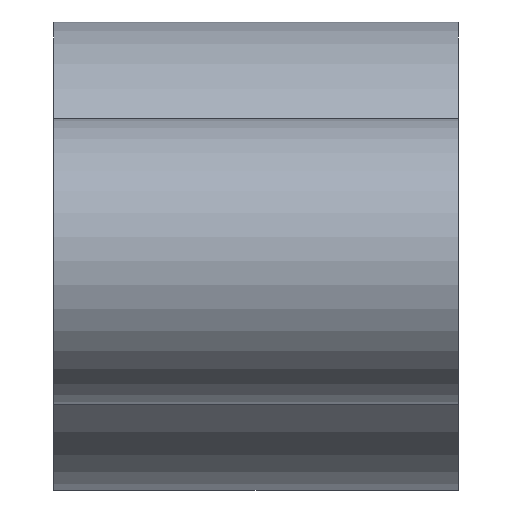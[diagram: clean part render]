
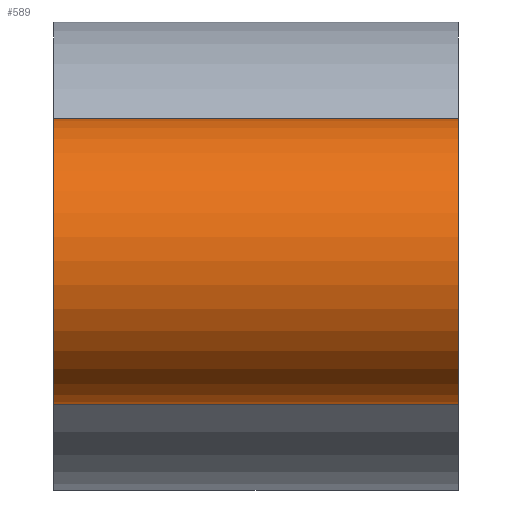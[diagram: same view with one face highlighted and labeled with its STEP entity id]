
A CAD part, left-side view. The second image highlights one B-rep face of the part: STEP entity #589.
In plain terms, the highlighted cylindrical face has radius 2.9 mm (diameter 5.8 mm), a partial arc.
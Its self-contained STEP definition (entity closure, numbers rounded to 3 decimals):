
#71=FACE_OUTER_BOUND('',#104,.T.);
#104=EDGE_LOOP('',(#510,#511,#512,#513));
#152=LINE('',#942,#213);
#171=LINE('',#987,#232);
#213=VECTOR('',#773,10.);
#232=VECTOR('',#814,10.);
#251=CIRCLE('',#654,2.9);
#252=CIRCLE('',#655,2.9);
#289=VERTEX_POINT('',#938);
#291=VERTEX_POINT('',#941);
#305=VERTEX_POINT('',#983);
#306=VERTEX_POINT('',#985);
#362=EDGE_CURVE('',#289,#291,#152,.T.);
#385=EDGE_CURVE('',#305,#306,#171,.T.);
#386=EDGE_CURVE('',#289,#305,#251,.T.);
#387=EDGE_CURVE('',#291,#306,#252,.T.);
#510=ORIENTED_EDGE('',*,*,#386,.T.);
#511=ORIENTED_EDGE('',*,*,#385,.T.);
#512=ORIENTED_EDGE('',*,*,#387,.F.);
#513=ORIENTED_EDGE('',*,*,#362,.F.);
#559=CYLINDRICAL_SURFACE('',#653,2.9);
#589=ADVANCED_FACE('',(#71),#559,.T.);
#653=AXIS2_PLACEMENT_3D('',#988,#815,#816);
#654=AXIS2_PLACEMENT_3D('',#989,#817,#818);
#655=AXIS2_PLACEMENT_3D('',#990,#819,#820);
#773=DIRECTION('',(0.,1.,0.));
#814=DIRECTION('',(0.,1.,0.));
#815=DIRECTION('center_axis',(0.,1.,0.));
#816=DIRECTION('ref_axis',(-1.,0.,0.004));
#817=DIRECTION('center_axis',(0.,1.,0.));
#818=DIRECTION('ref_axis',(0.038,0.,-0.999));
#819=DIRECTION('center_axis',(0.,1.,0.));
#820=DIRECTION('ref_axis',(0.038,0.,-0.999));
#938=CARTESIAN_POINT('',(-20.384,0.,-3.206));
#941=CARTESIAN_POINT('',(-20.384,8.2,-3.206));
#942=CARTESIAN_POINT('',(-20.384,0.,-3.206));
#983=CARTESIAN_POINT('',(-20.358,0.,2.591));
#985=CARTESIAN_POINT('',(-20.358,8.2,2.591));
#987=CARTESIAN_POINT('',(-20.358,0.,2.591));
#988=CARTESIAN_POINT('Origin',(-20.274,0.,-0.308));
#989=CARTESIAN_POINT('Origin',(-20.274,0.,-0.308));
#990=CARTESIAN_POINT('Origin',(-20.274,8.2,-0.308));
